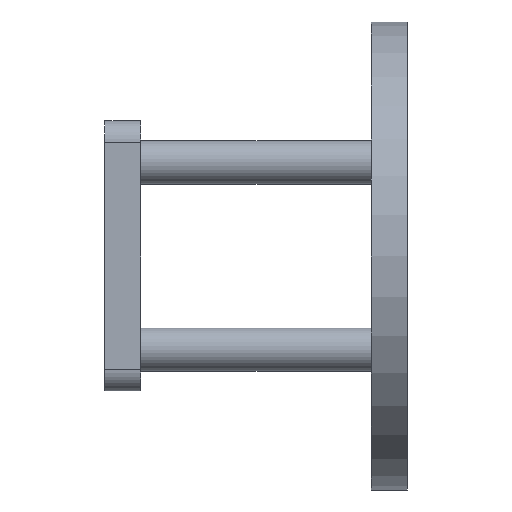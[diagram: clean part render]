
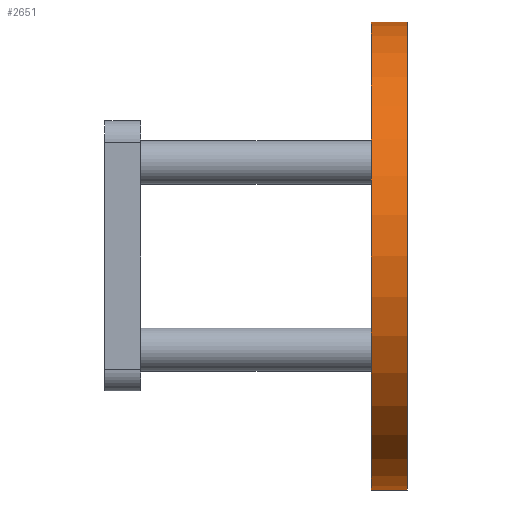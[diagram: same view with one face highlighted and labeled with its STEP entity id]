
A CAD part, left-side view. The second image highlights one B-rep face of the part: STEP entity #2651.
In plain terms, the highlighted cylindrical face has radius 65 mm (diameter 130 mm), a partial arc.
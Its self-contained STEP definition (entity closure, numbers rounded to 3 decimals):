
#108 = AXIS2_PLACEMENT_3D ( 'NONE', #1609, #595, #326 ) ;
#326 = DIRECTION ( 'NONE',  ( 0., 0., 1. ) ) ;
#331 = ORIENTED_EDGE ( 'NONE', *, *, #560, .F. ) ;
#373 = CARTESIAN_POINT ( 'NONE',  ( 0., 10., 65. ) ) ;
#560 = EDGE_CURVE ( 'NONE', #586, #735, #1124, .T. ) ;
#561 = EDGE_CURVE ( 'NONE', #634, #1153, #2799, .T. ) ;
#586 = VERTEX_POINT ( 'NONE', #373 ) ;
#595 = DIRECTION ( 'NONE',  ( 0., 1., 0. ) ) ;
#619 = VECTOR ( 'NONE', #1562, 1000. ) ;
#634 = VERTEX_POINT ( 'NONE', #2510 ) ;
#640 = EDGE_CURVE ( 'NONE', #1153, #735, #730, .T. ) ;
#730 = CIRCLE ( 'NONE', #108, 65. ) ;
#735 = VERTEX_POINT ( 'NONE', #965 ) ;
#874 = EDGE_CURVE ( 'NONE', #634, #586, #1946, .T. ) ;
#882 = EDGE_LOOP ( 'NONE', ( #331, #1451, #3107, #2015 ) ) ;
#965 = CARTESIAN_POINT ( 'NONE',  ( 0., 0., 65. ) ) ;
#1045 = CARTESIAN_POINT ( 'NONE',  ( 0., 10., 0. ) ) ;
#1124 = LINE ( 'NONE', #2558, #619 ) ;
#1153 = VERTEX_POINT ( 'NONE', #2896 ) ;
#1162 = DIRECTION ( 'NONE',  ( 0., 0., -1. ) ) ;
#1248 = AXIS2_PLACEMENT_3D ( 'NONE', #1045, #1755, #2769 ) ;
#1451 = ORIENTED_EDGE ( 'NONE', *, *, #874, .F. ) ;
#1457 = CYLINDRICAL_SURFACE ( 'NONE', #2116, 65. ) ;
#1562 = DIRECTION ( 'NONE',  ( 0., -1., 0. ) ) ;
#1609 = CARTESIAN_POINT ( 'NONE',  ( 0., 0., 0. ) ) ;
#1755 = DIRECTION ( 'NONE',  ( 0., 1., 0. ) ) ;
#1946 = CIRCLE ( 'NONE', #1248, 65. ) ;
#2015 = ORIENTED_EDGE ( 'NONE', *, *, #640, .T. ) ;
#2116 = AXIS2_PLACEMENT_3D ( 'NONE', #2376, #2664, #1162 ) ;
#2195 = FACE_OUTER_BOUND ( 'NONE', #882, .T. ) ;
#2376 = CARTESIAN_POINT ( 'NONE',  ( 0., 10., 0. ) ) ;
#2503 = VECTOR ( 'NONE', #2750, 1000. ) ;
#2510 = CARTESIAN_POINT ( 'NONE',  ( 0., 10., -65. ) ) ;
#2558 = CARTESIAN_POINT ( 'NONE',  ( 0., 10., 65. ) ) ;
#2651 = ADVANCED_FACE ( 'NONE', ( #2195 ), #1457, .T. ) ;
#2664 = DIRECTION ( 'NONE',  ( 0., -1., 0. ) ) ;
#2750 = DIRECTION ( 'NONE',  ( 0., -1., 0. ) ) ;
#2767 = CARTESIAN_POINT ( 'NONE',  ( 0., 10., -65. ) ) ;
#2769 = DIRECTION ( 'NONE',  ( 0., 0., 1. ) ) ;
#2799 = LINE ( 'NONE', #2767, #2503 ) ;
#2896 = CARTESIAN_POINT ( 'NONE',  ( 0., 0., -65. ) ) ;
#3107 = ORIENTED_EDGE ( 'NONE', *, *, #561, .T. ) ;
